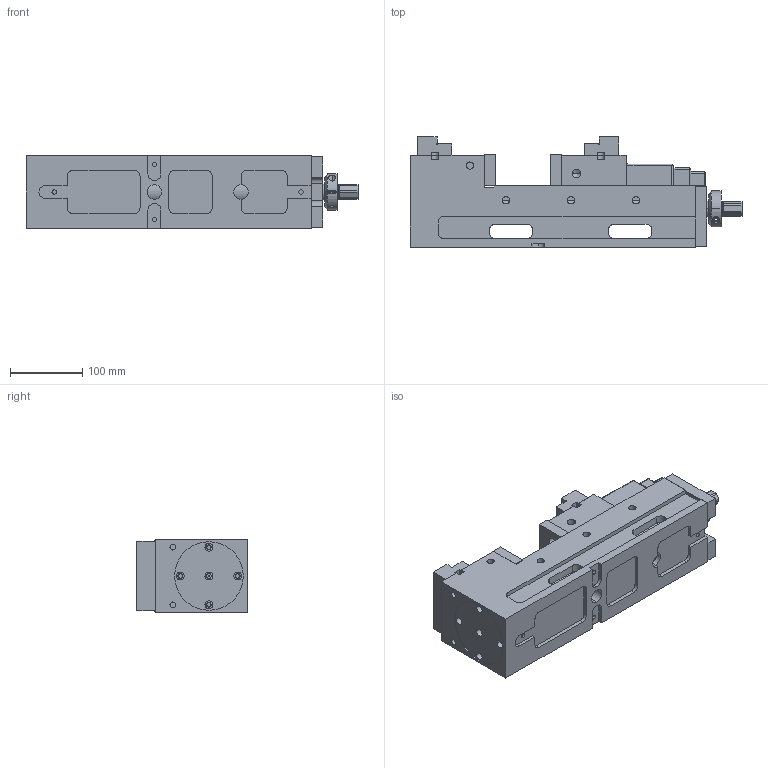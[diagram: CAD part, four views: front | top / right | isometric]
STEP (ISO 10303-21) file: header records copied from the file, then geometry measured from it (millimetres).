
FILE_DESCRIPTION (( 'STEP AP203' ), '1' );
FILE_NAME ('HPAC-100S.STEP', '2019-01-28T01:33:48', ( 'WinXP' ), ( 'MyPC' ), 'SwSTEP 2.0', 'SolidWorks 2010', '' );
FILE_SCHEMA (( 'CONFIG_CONTROL_DESIGN' ));
Length unit declared in the file: millimetre
Products named in the file (13): 未完成HPAC-130-21; HPAC-130S-26定位螺帽; HPAC-100S-05C; HPAC-100S-16; HPAC-100S-02-01; HPAC-100S; HPAC-100S-01; HPAC-100S-17; A-0D0044-HPAC-100S-04; HPAC-100S-07; HPAC-100S-02; HPAC-100S-05AA; HPAC-100S-05B
Assembly tree (14 placements, depth 2):
  HPAC-100S
    HPAC-100S-17
    HPAC-100S-02-01  x2
    HPAC-100S-07
    HPAC-130S-26定位螺帽
    HPAC-100S-02  x2
    A-0D0044-HPAC-100S-04
    HPAC-100S-05AA
    HPAC-100S-01
    HPAC-100S-05C
    HPAC-100S-05B
    未完成HPAC-130-21
    HPAC-100S-16
Bounding box: 460 x 153 x 100 mm (x, y, z)
Volume: 2894019.9 mm3; surface area: 565265.7 mm2
Topology: 14 solids, 14 shells, 882 faces, 2217 edges, 1384 vertices
Faces by surface type: plane 411, cylinder 396, cone 69, torus 4, bspline 2
Entity records: 29397 total; most frequent: CARTESIAN_POINT 7769, DIRECTION 4360, ORIENTED_EDGE 4110, EDGE_CURVE 2055, AXIS2_PLACEMENT_3D 1581, VERTEX_POINT 1292, VECTOR 1198, LINE 1198
